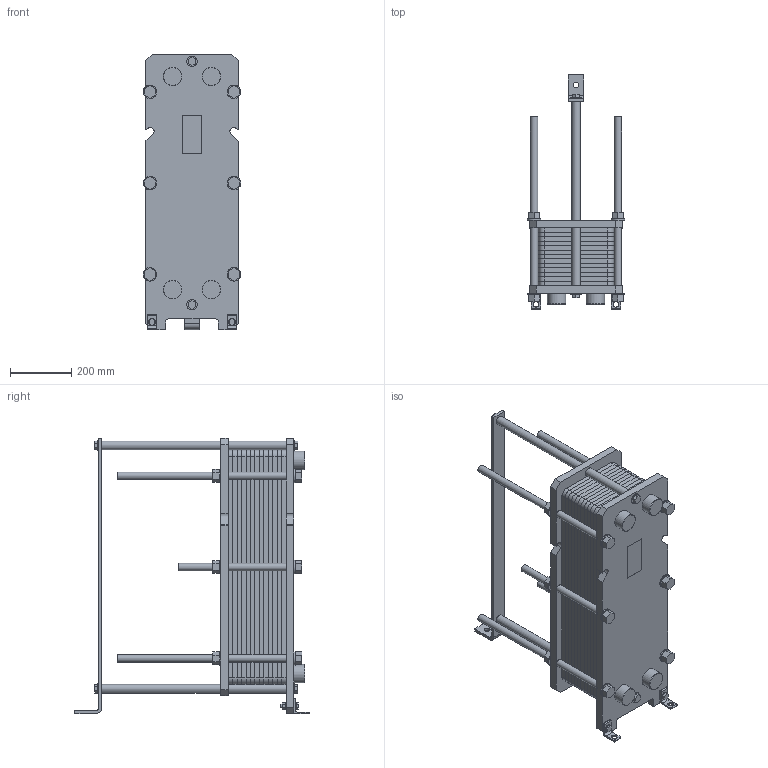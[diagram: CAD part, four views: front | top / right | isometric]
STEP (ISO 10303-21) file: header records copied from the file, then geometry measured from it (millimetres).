
FILE_DESCRIPTION(/* description */ (''),/* implementation_level */ '2;1');
FILE_NAME(/* name */ '3d_RLG-14-65-P16-8123600.stp',/* time_stamp */ '2020-07-27T08:31:18+02:00',/* author */ ('Andrzej'),/* organization */ (''),/* preprocessor_version */ 'ST-DEVELOPER v16.13',/* originating_system */ 'AutoCAD Mechanical',/* authorisation */ '');
FILE_SCHEMA (('AUTOMOTIVE_DESIGN { 1 0 10303 214 3 1 1 }'));
Length unit declared in the file: millimetre
Products named in the file (1): Product
Bounding box: 316.95 x 763 x 896 mm (x, y, z)
Volume: 51064314.7 mm3; surface area: 6900829.9 mm2
Topology: 15 solids, 15 shells, 448 faces, 1615 edges, 1760 vertices
Faces by surface type: plane 325, cylinder 119, cone 4
Full cylindrical faces by diameter (mm): 12 x2, 18 x3, 24 x16, 28 x4, 34 x4, 44 x12, 60.3 x4
Entity records: 17227 total; most frequent: CARTESIAN_POINT 3751, DIRECTION 2966, ORIENTED_EDGE 2068, LINE 1040, VECTOR 1040, EDGE_CURVE 1034, AXIS2_PLACEMENT_3D 963, VERTEX_POINT 708
